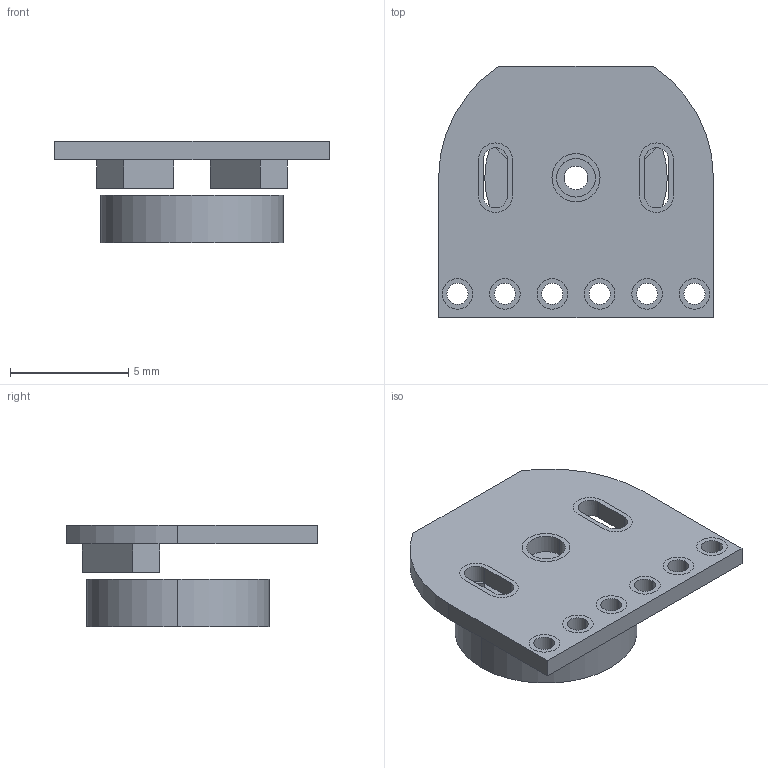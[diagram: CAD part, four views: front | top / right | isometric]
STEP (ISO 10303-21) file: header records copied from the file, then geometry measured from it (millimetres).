
FILE_DESCRIPTION (( 'STEP AP214' ), '1' );
FILE_NAME ('encoder.STEP', '2022-08-12T13:06:15', ( '' ), ( '' ), 'SwSTEP 2.0', 'SolidWorks 2022', '' );
FILE_SCHEMA (( 'AUTOMOTIVE_DESIGN' ));
Length unit declared in the file: millimetre
Products named in the file (1): encoder
Bounding box: 11.6 x 10.6 x 4.29 mm (x, y, z)
Volume: 186.3 mm3; surface area: 438.8 mm2
Topology: 2 solids, 2 shells, 66 faces, 178 edges, 132 vertices
Faces by surface type: plane 42, cylinder 24
Entity records: 2893 total; most frequent: DIRECTION 402, CARTESIAN_POINT 377, ORIENTED_EDGE 356, EDGE_CURVE 178, AXIS2_PLACEMENT_3D 157, VERTEX_POINT 132, EDGE_LOOP 102, CIRCLE 90
